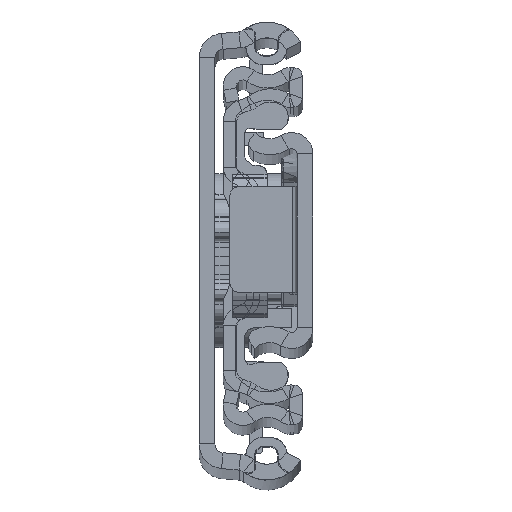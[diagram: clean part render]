
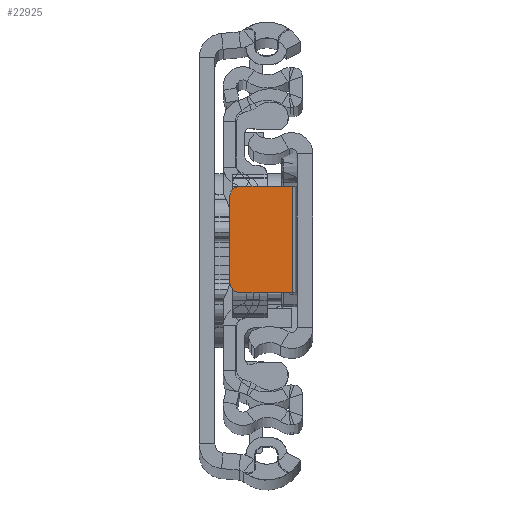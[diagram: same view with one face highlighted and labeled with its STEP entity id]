
A CAD part, top view. The second image highlights one B-rep face of the part: STEP entity #22925.
In plain terms, the highlighted planar face has unit normal (0, 0, 1).
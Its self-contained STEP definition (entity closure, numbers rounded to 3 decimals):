
#10 = DIRECTION ( 'NONE',  ( 0., 1., 0. ) ) ;
#719 = CARTESIAN_POINT ( 'NONE',  ( -8.4, -5.849, -6.8 ) ) ;
#1436 = EDGE_CURVE ( 'NONE', #20742, #7082, #13158, .T. ) ;
#2641 = CARTESIAN_POINT ( 'NONE',  ( -9.4, 6.151, -6.8 ) ) ;
#2849 = ORIENTED_EDGE ( 'NONE', *, *, #8775, .F. ) ;
#3824 = CARTESIAN_POINT ( 'NONE',  ( -2.3, 6.151, -6.8 ) ) ;
#5283 = CARTESIAN_POINT ( 'NONE',  ( -1.8, 6.151, -6.8 ) ) ;
#5569 = VECTOR ( 'NONE', #11051, 1000. ) ;
#6299 = CARTESIAN_POINT ( 'NONE',  ( -8.4, -4.849, -6.8 ) ) ;
#6489 = DIRECTION ( 'NONE',  ( -1., 0., 0. ) ) ;
#6801 = DIRECTION ( 'NONE',  ( 0., 0., 1. ) ) ;
#6996 = VECTOR ( 'NONE', #6489, 1000. ) ;
#7082 = VERTEX_POINT ( 'NONE', #22918 ) ;
#7803 = ORIENTED_EDGE ( 'NONE', *, *, #14256, .F. ) ;
#7967 = VERTEX_POINT ( 'NONE', #14881 ) ;
#8473 = ORIENTED_EDGE ( 'NONE', *, *, #1436, .T. ) ;
#8775 = EDGE_CURVE ( 'NONE', #20742, #28369, #11057, .T. ) ;
#8880 = VECTOR ( 'NONE', #10, 1000. ) ;
#10175 = AXIS2_PLACEMENT_3D ( 'NONE', #6299, #11738, #20199 ) ;
#11051 = DIRECTION ( 'NONE',  ( 0., -1., 0. ) ) ;
#11057 = LINE ( 'NONE', #5283, #19134 ) ;
#11738 = DIRECTION ( 'NONE',  ( 0., 0., 1. ) ) ;
#12050 = PLANE ( 'NONE',  #13746 ) ;
#12086 = DIRECTION ( 'NONE',  ( 0., 0., 1. ) ) ;
#12278 = CARTESIAN_POINT ( 'NONE',  ( -2.3, 6.151, -6.8 ) ) ;
#13158 = CIRCLE ( 'NONE', #18260, 1. ) ;
#13617 = CARTESIAN_POINT ( 'NONE',  ( -8.4, 6.151, -6.8 ) ) ;
#13746 = AXIS2_PLACEMENT_3D ( 'NONE', #33469, #6801, #17526 ) ;
#14256 = EDGE_CURVE ( 'NONE', #28369, #7967, #17206, .T. ) ;
#14881 = CARTESIAN_POINT ( 'NONE',  ( -2.3, -5.849, -6.8 ) ) ;
#15084 = CARTESIAN_POINT ( 'NONE',  ( -8.4, 5.151, -6.8 ) ) ;
#17194 = EDGE_CURVE ( 'NONE', #34104, #24069, #30356, .T. ) ;
#17206 = LINE ( 'NONE', #3824, #5569 ) ;
#17526 = DIRECTION ( 'NONE',  ( 1., 0., 0. ) ) ;
#18260 = AXIS2_PLACEMENT_3D ( 'NONE', #15084, #12086, #27942 ) ;
#19134 = VECTOR ( 'NONE', #34776, 1000. ) ;
#19136 = EDGE_CURVE ( 'NONE', #34104, #7082, #31323, .T. ) ;
#20199 = DIRECTION ( 'NONE',  ( 1., 0., 0. ) ) ;
#20742 = VERTEX_POINT ( 'NONE', #13617 ) ;
#22408 = ORIENTED_EDGE ( 'NONE', *, *, #23332, .F. ) ;
#22501 = LINE ( 'NONE', #24453, #6996 ) ;
#22918 = CARTESIAN_POINT ( 'NONE',  ( -9.4, 5.151, -6.8 ) ) ;
#22925 = ADVANCED_FACE ( 'NONE', ( #25458 ), #12050, .T. ) ;
#23002 = CARTESIAN_POINT ( 'NONE',  ( -9.4, -4.849, -6.8 ) ) ;
#23332 = EDGE_CURVE ( 'NONE', #7967, #24069, #22501, .T. ) ;
#24069 = VERTEX_POINT ( 'NONE', #719 ) ;
#24453 = CARTESIAN_POINT ( 'NONE',  ( -9.4, -5.849, -6.8 ) ) ;
#25458 = FACE_OUTER_BOUND ( 'NONE', #25859, .T. ) ;
#25859 = EDGE_LOOP ( 'NONE', ( #26152, #31472, #22408, #7803, #2849, #8473 ) ) ;
#26152 = ORIENTED_EDGE ( 'NONE', *, *, #19136, .F. ) ;
#27942 = DIRECTION ( 'NONE',  ( 1., 0., 0. ) ) ;
#28369 = VERTEX_POINT ( 'NONE', #12278 ) ;
#30356 = CIRCLE ( 'NONE', #10175, 1. ) ;
#31323 = LINE ( 'NONE', #2641, #8880 ) ;
#31472 = ORIENTED_EDGE ( 'NONE', *, *, #17194, .T. ) ;
#33469 = CARTESIAN_POINT ( 'NONE',  ( 0., 0., -6.8 ) ) ;
#34104 = VERTEX_POINT ( 'NONE', #23002 ) ;
#34776 = DIRECTION ( 'NONE',  ( 1., 0., 0. ) ) ;
